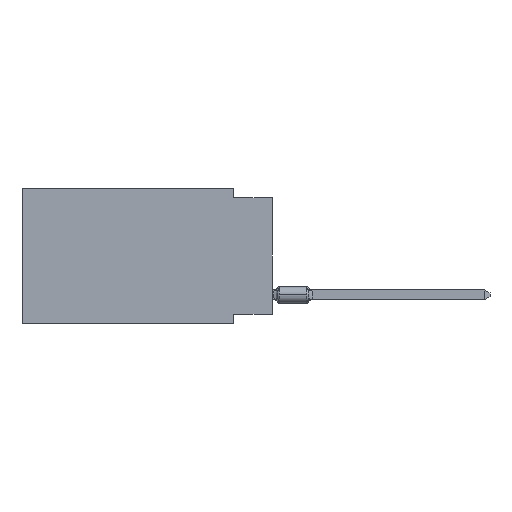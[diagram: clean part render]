
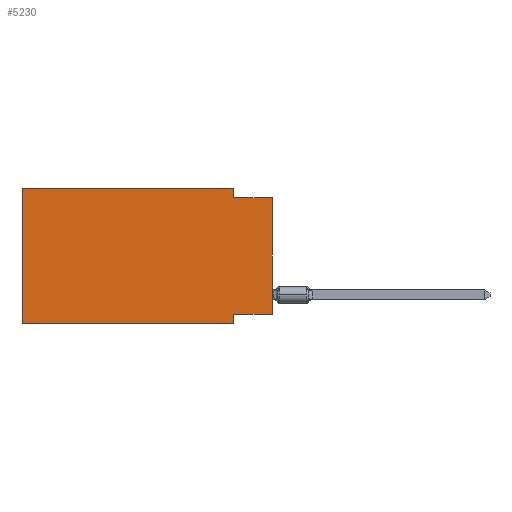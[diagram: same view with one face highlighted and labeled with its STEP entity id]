
A CAD part, left-side view. The second image highlights one B-rep face of the part: STEP entity #5230.
In plain terms, the highlighted planar face has unit normal (-1, 0, 0).
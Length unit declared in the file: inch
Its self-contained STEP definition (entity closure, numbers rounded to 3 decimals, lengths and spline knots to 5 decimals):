
#312 = LINE ( 'NONE', #7739, #6357 ) ;
#533 = CARTESIAN_POINT ( 'NONE',  ( 0., 0., -0.325 ) ) ;
#580 = LINE ( 'NONE', #14323, #4772 ) ;
#931 = VERTEX_POINT ( 'NONE', #4574 ) ;
#1126 = EDGE_CURVE ( 'NONE', #4424, #5355, #13765, .T. ) ;
#1253 = DIRECTION ( 'NONE',  ( 0., 0., 1. ) ) ;
#1703 = CARTESIAN_POINT ( 'NONE',  ( 0., 0.1, -0.35 ) ) ;
#2259 = DIRECTION ( 'NONE',  ( 0., 1., 0. ) ) ;
#2420 = CARTESIAN_POINT ( 'NONE',  ( 0., 0., -0.325 ) ) ;
#2956 = ORIENTED_EDGE ( 'NONE', *, *, #8012, .F. ) ;
#2967 = VERTEX_POINT ( 'NONE', #3805 ) ;
#3350 = CARTESIAN_POINT ( 'NONE',  ( 0., 0.1, -0.025 ) ) ;
#3673 = CARTESIAN_POINT ( 'NONE',  ( 0., 0.1, -0.35 ) ) ;
#3715 = VECTOR ( 'NONE', #2259, 39.37008 ) ;
#3805 = CARTESIAN_POINT ( 'NONE',  ( 0., 0., -0.025 ) ) ;
#3833 = LINE ( 'NONE', #3673, #15966 ) ;
#4067 = ORIENTED_EDGE ( 'NONE', *, *, #14028, .F. ) ;
#4424 = VERTEX_POINT ( 'NONE', #533 ) ;
#4568 = VERTEX_POINT ( 'NONE', #3350 ) ;
#4574 = CARTESIAN_POINT ( 'NONE',  ( 0., 0.645, -0.35 ) ) ;
#4772 = VECTOR ( 'NONE', #5705, 39.37008 ) ;
#4815 = LINE ( 'NONE', #7534, #5760 ) ;
#5182 = CARTESIAN_POINT ( 'NONE',  ( 0., 0.645, 0. ) ) ;
#5230 = ADVANCED_FACE ( 'NONE', ( #7573 ), #12636, .F. ) ;
#5355 = VERTEX_POINT ( 'NONE', #10648 ) ;
#5377 = CARTESIAN_POINT ( 'NONE',  ( 0., 0.645, 0. ) ) ;
#5631 = DIRECTION ( 'NONE',  ( 0., 0., 1. ) ) ;
#5705 = DIRECTION ( 'NONE',  ( 0., 0., -1. ) ) ;
#5760 = VECTOR ( 'NONE', #1253, 39.37008 ) ;
#6357 = VECTOR ( 'NONE', #15460, 39.37008 ) ;
#6386 = VERTEX_POINT ( 'NONE', #1703 ) ;
#6907 = VERTEX_POINT ( 'NONE', #16014 ) ;
#7202 = AXIS2_PLACEMENT_3D ( 'NONE', #5182, #8984, #10238 ) ;
#7534 = CARTESIAN_POINT ( 'NONE',  ( 0., 0., 0. ) ) ;
#7573 = FACE_OUTER_BOUND ( 'NONE', #13602, .T. ) ;
#7641 = ORIENTED_EDGE ( 'NONE', *, *, #14390, .F. ) ;
#7739 = CARTESIAN_POINT ( 'NONE',  ( 0., 0.645, 0. ) ) ;
#8012 = EDGE_CURVE ( 'NONE', #931, #13098, #14333, .T. ) ;
#8168 = ORIENTED_EDGE ( 'NONE', *, *, #10502, .T. ) ;
#8225 = CARTESIAN_POINT ( 'NONE',  ( 0., 0., -0.025 ) ) ;
#8384 = LINE ( 'NONE', #8225, #13589 ) ;
#8561 = DIRECTION ( 'NONE',  ( 0., 0., -1. ) ) ;
#8984 = DIRECTION ( 'NONE',  ( 1., 0., 0. ) ) ;
#9060 = EDGE_CURVE ( 'NONE', #5355, #6386, #3833, .T. ) ;
#9078 = VECTOR ( 'NONE', #5631, 39.37008 ) ;
#9428 = ORIENTED_EDGE ( 'NONE', *, *, #1126, .F. ) ;
#10238 = DIRECTION ( 'NONE',  ( 0., 0., -1. ) ) ;
#10502 = EDGE_CURVE ( 'NONE', #931, #6386, #12119, .T. ) ;
#10648 = CARTESIAN_POINT ( 'NONE',  ( 0., 0.1, -0.325 ) ) ;
#10661 = EDGE_CURVE ( 'NONE', #4424, #2967, #4815, .T. ) ;
#10701 = ORIENTED_EDGE ( 'NONE', *, *, #16305, .F. ) ;
#10818 = VECTOR ( 'NONE', #16012, 39.37008 ) ;
#11073 = CARTESIAN_POINT ( 'NONE',  ( 0., 0.645, 0. ) ) ;
#12119 = LINE ( 'NONE', #15769, #10818 ) ;
#12345 = ORIENTED_EDGE ( 'NONE', *, *, #9060, .F. ) ;
#12636 = PLANE ( 'NONE',  #7202 ) ;
#13098 = VERTEX_POINT ( 'NONE', #11073 ) ;
#13541 = ORIENTED_EDGE ( 'NONE', *, *, #10661, .T. ) ;
#13589 = VECTOR ( 'NONE', #14364, 39.37008 ) ;
#13602 = EDGE_LOOP ( 'NONE', ( #13541, #10701, #4067, #7641, #2956, #8168, #12345, #9428 ) ) ;
#13765 = LINE ( 'NONE', #2420, #3715 ) ;
#14028 = EDGE_CURVE ( 'NONE', #6907, #4568, #580, .T. ) ;
#14323 = CARTESIAN_POINT ( 'NONE',  ( 0., 0.1, 0. ) ) ;
#14333 = LINE ( 'NONE', #5377, #9078 ) ;
#14364 = DIRECTION ( 'NONE',  ( 0., -1., 0. ) ) ;
#14390 = EDGE_CURVE ( 'NONE', #13098, #6907, #312, .T. ) ;
#15460 = DIRECTION ( 'NONE',  ( 0., -1., 0. ) ) ;
#15769 = CARTESIAN_POINT ( 'NONE',  ( 0., 0.645, -0.35 ) ) ;
#15966 = VECTOR ( 'NONE', #8561, 39.37008 ) ;
#16012 = DIRECTION ( 'NONE',  ( 0., -1., 0. ) ) ;
#16014 = CARTESIAN_POINT ( 'NONE',  ( 0., 0.1, 0. ) ) ;
#16305 = EDGE_CURVE ( 'NONE', #4568, #2967, #8384, .T. ) ;
